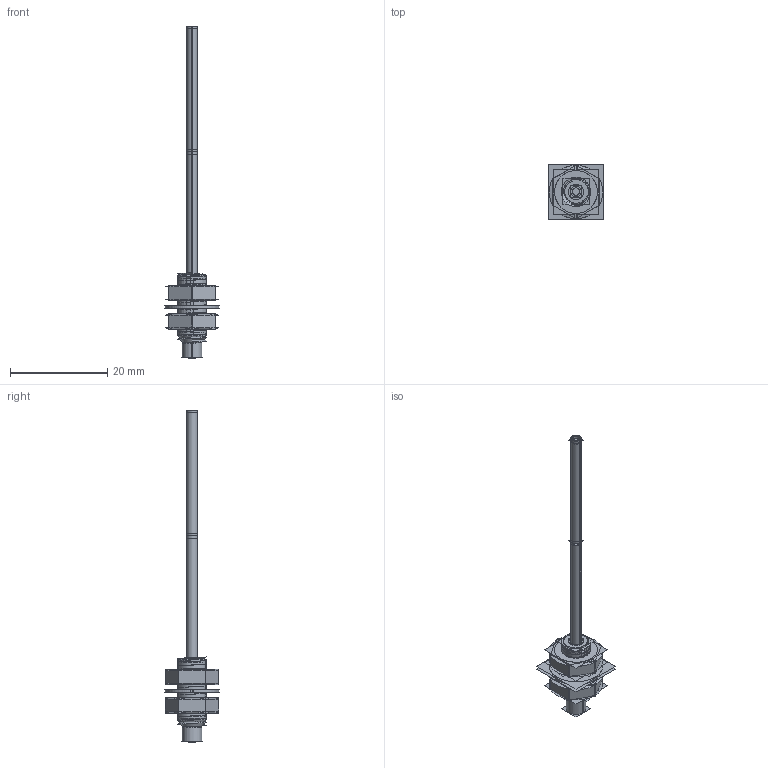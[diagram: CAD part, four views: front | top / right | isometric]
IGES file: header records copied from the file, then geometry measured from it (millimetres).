
Start section:  PTC IGES file: 192781.igs
Global section: file name: 192781.igs; native system: Creo Parametric by Parametric Technology Corporation; preprocessor: 2013230; author: pdmadmin; organization: Unknown; date: 20160209.170509; units: millimetre
Bounding box: 11.44 x 11.44 x 68.43 mm (x, y, z)
Volume: 736.5 mm3; surface area: 15459.8 mm2
Topology: 7 solids, 9 shells, 276 faces, 1432 edges, 1834 vertices
Faces by surface type: revolution 172, bspline 104
